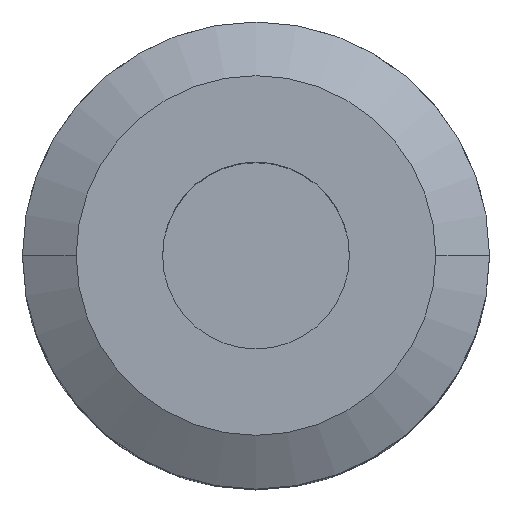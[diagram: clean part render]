
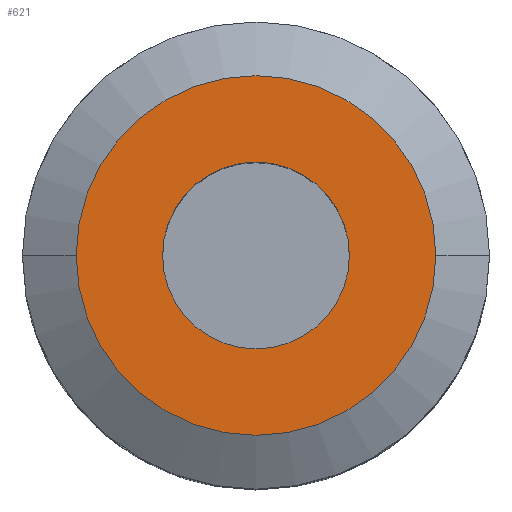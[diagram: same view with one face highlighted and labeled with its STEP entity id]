
A CAD part, top view. The second image highlights one B-rep face of the part: STEP entity #621.
In plain terms, the highlighted planar face has unit normal (0, 0, 1).
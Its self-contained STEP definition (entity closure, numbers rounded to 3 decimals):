
#78 = DIRECTION ( 'NONE',  ( -1., 0., 0. ) ) ;
#136 = ORIENTED_EDGE ( 'NONE', *, *, #4374, .T. ) ;
#162 = CARTESIAN_POINT ( 'NONE',  ( 10., 0., 57. ) ) ;
#258 = DIRECTION ( 'NONE',  ( 0., 0., 1. ) ) ;
#312 = FACE_BOUND ( 'NONE', #4077, .T. ) ;
#458 = CIRCLE ( 'NONE', #710, 19.25 ) ;
#621 = ADVANCED_FACE ( 'NONE', ( #312, #3173 ), #3263, .T. ) ;
#710 = AXIS2_PLACEMENT_3D ( 'NONE', #3792, #1606, #4146 ) ;
#782 = EDGE_CURVE ( 'NONE', #1085, #1374, #4615, .T. ) ;
#1085 = VERTEX_POINT ( 'NONE', #2550 ) ;
#1145 = CARTESIAN_POINT ( 'NONE',  ( 0., 0., 57. ) ) ;
#1284 = EDGE_LOOP ( 'NONE', ( #1749, #3701 ) ) ;
#1374 = VERTEX_POINT ( 'NONE', #162 ) ;
#1449 = CARTESIAN_POINT ( 'NONE',  ( 19.25, 0., 57. ) ) ;
#1539 = DIRECTION ( 'NONE',  ( -1., 0., 0. ) ) ;
#1606 = DIRECTION ( 'NONE',  ( 0., 0., -1. ) ) ;
#1652 = AXIS2_PLACEMENT_3D ( 'NONE', #2543, #258, #3622 ) ;
#1749 = ORIENTED_EDGE ( 'NONE', *, *, #3107, .F. ) ;
#1973 = DIRECTION ( 'NONE',  ( 0., 0., -1. ) ) ;
#2040 = CIRCLE ( 'NONE', #2902, 10. ) ;
#2220 = CIRCLE ( 'NONE', #2583, 19.25 ) ;
#2531 = VERTEX_POINT ( 'NONE', #1449 ) ;
#2543 = CARTESIAN_POINT ( 'NONE',  ( 0., 19.25, 57. ) ) ;
#2550 = CARTESIAN_POINT ( 'NONE',  ( -10., 0., 57. ) ) ;
#2583 = AXIS2_PLACEMENT_3D ( 'NONE', #4124, #1973, #78 ) ;
#2853 = AXIS2_PLACEMENT_3D ( 'NONE', #4571, #4556, #4542 ) ;
#2902 = AXIS2_PLACEMENT_3D ( 'NONE', #1145, #3727, #1539 ) ;
#3107 = EDGE_CURVE ( 'NONE', #3248, #2531, #2220, .T. ) ;
#3173 = FACE_OUTER_BOUND ( 'NONE', #1284, .T. ) ;
#3248 = VERTEX_POINT ( 'NONE', #3946 ) ;
#3263 = PLANE ( 'NONE',  #1652 ) ;
#3382 = EDGE_CURVE ( 'NONE', #2531, #3248, #458, .T. ) ;
#3622 = DIRECTION ( 'NONE',  ( 1., 0., 0. ) ) ;
#3701 = ORIENTED_EDGE ( 'NONE', *, *, #3382, .F. ) ;
#3727 = DIRECTION ( 'NONE',  ( 0., 0., -1. ) ) ;
#3792 = CARTESIAN_POINT ( 'NONE',  ( 0., 0., 57. ) ) ;
#3946 = CARTESIAN_POINT ( 'NONE',  ( -19.25, 0., 57. ) ) ;
#4077 = EDGE_LOOP ( 'NONE', ( #4363, #136 ) ) ;
#4124 = CARTESIAN_POINT ( 'NONE',  ( 0., 0., 57. ) ) ;
#4146 = DIRECTION ( 'NONE',  ( -1., 0., 0. ) ) ;
#4363 = ORIENTED_EDGE ( 'NONE', *, *, #782, .T. ) ;
#4374 = EDGE_CURVE ( 'NONE', #1374, #1085, #2040, .T. ) ;
#4542 = DIRECTION ( 'NONE',  ( -1., 0., 0. ) ) ;
#4556 = DIRECTION ( 'NONE',  ( 0., 0., -1. ) ) ;
#4571 = CARTESIAN_POINT ( 'NONE',  ( 0., 0., 57. ) ) ;
#4615 = CIRCLE ( 'NONE', #2853, 10. ) ;
